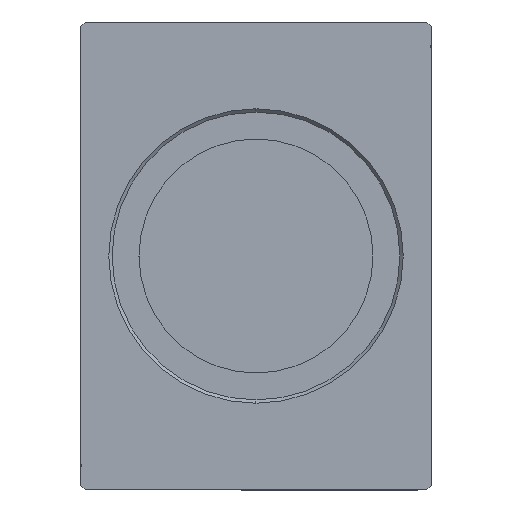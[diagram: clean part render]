
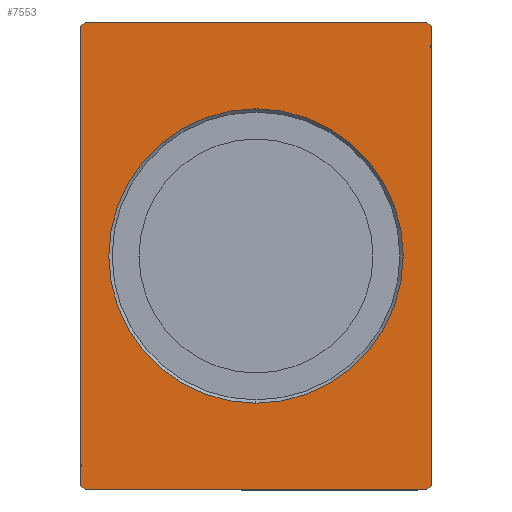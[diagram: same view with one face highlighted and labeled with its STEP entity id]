
A CAD part, left-side view. The second image highlights one B-rep face of the part: STEP entity #7553.
In plain terms, the highlighted planar face has unit normal (-1, 0, 0).
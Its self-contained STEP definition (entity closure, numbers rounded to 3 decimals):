
#147 = DIRECTION ( 'NONE',  ( 0., 0., -1. ) ) ;
#409 = CARTESIAN_POINT ( 'NONE',  ( 0., -36.5, -50. ) ) ;
#906 = ORIENTED_EDGE ( 'NONE', *, *, #38401, .F. ) ;
#3082 = DIRECTION ( 'NONE',  ( 0., 1., 0. ) ) ;
#3154 = CARTESIAN_POINT ( 'NONE',  ( 0., 0., 0. ) ) ;
#3406 = DIRECTION ( 'NONE',  ( 0., 0., 1. ) ) ;
#3494 = ORIENTED_EDGE ( 'NONE', *, *, #33295, .F. ) ;
#4642 = VERTEX_POINT ( 'NONE', #34348 ) ;
#5016 = ORIENTED_EDGE ( 'NONE', *, *, #22255, .T. ) ;
#5522 = CARTESIAN_POINT ( 'NONE',  ( 0., 0., -31.45 ) ) ;
#5873 = CARTESIAN_POINT ( 'NONE',  ( 0., -37.5, 49. ) ) ;
#6254 = LINE ( 'NONE', #12163, #25731 ) ;
#6770 = VECTOR ( 'NONE', #24252, 1000. ) ;
#7153 = LINE ( 'NONE', #10312, #38568 ) ;
#7553 = ADVANCED_FACE ( 'NONE', ( #24906, #8002 ), #21321, .F. ) ;
#8000 = CARTESIAN_POINT ( 'NONE',  ( 0., 37.5, 49. ) ) ;
#8002 = FACE_OUTER_BOUND ( 'NONE', #22505, .T. ) ;
#8016 = EDGE_LOOP ( 'NONE', ( #34010, #5016 ) ) ;
#8252 = VERTEX_POINT ( 'NONE', #28598 ) ;
#8649 = CARTESIAN_POINT ( 'NONE',  ( 0., -37.5, 49. ) ) ;
#9212 = CARTESIAN_POINT ( 'NONE',  ( 0., 36.5, -50. ) ) ;
#9277 = CARTESIAN_POINT ( 'NONE',  ( 0., 36.5, -50. ) ) ;
#10312 = CARTESIAN_POINT ( 'NONE',  ( 0., -37.5, -49. ) ) ;
#10944 = VERTEX_POINT ( 'NONE', #9212 ) ;
#12163 = CARTESIAN_POINT ( 'NONE',  ( 0., -36.5, -50. ) ) ;
#12650 = ORIENTED_EDGE ( 'NONE', *, *, #29204, .F. ) ;
#13298 = EDGE_CURVE ( 'NONE', #17684, #23035, #41695, .T. ) ;
#13923 = VECTOR ( 'NONE', #21880, 1000. ) ;
#14562 = DIRECTION ( 'NONE',  ( 0., -0.707, 0.707 ) ) ;
#14711 = EDGE_CURVE ( 'NONE', #10944, #36722, #21970, .T. ) ;
#14974 = VECTOR ( 'NONE', #22137, 1000. ) ;
#16662 = ORIENTED_EDGE ( 'NONE', *, *, #14711, .F. ) ;
#16923 = CIRCLE ( 'NONE', #25693, 31.45 ) ;
#17684 = VERTEX_POINT ( 'NONE', #36900 ) ;
#20456 = CARTESIAN_POINT ( 'NONE',  ( 0., 36.5, 50. ) ) ;
#21321 = PLANE ( 'NONE',  #39447 ) ;
#21880 = DIRECTION ( 'NONE',  ( 0., -0.707, -0.707 ) ) ;
#21970 = LINE ( 'NONE', #9277, #34251 ) ;
#22137 = DIRECTION ( 'NONE',  ( 0., 0., -1. ) ) ;
#22255 = EDGE_CURVE ( 'NONE', #27236, #4642, #30268, .T. ) ;
#22505 = EDGE_LOOP ( 'NONE', ( #12650, #906, #16662, #31764, #29667, #27003, #22697, #3494 ) ) ;
#22581 = DIRECTION ( 'NONE',  ( 1., 0., 0. ) ) ;
#22697 = ORIENTED_EDGE ( 'NONE', *, *, #13298, .F. ) ;
#23035 = VERTEX_POINT ( 'NONE', #8649 ) ;
#23736 = CARTESIAN_POINT ( 'NONE',  ( 0., -37.5, -49. ) ) ;
#24072 = LINE ( 'NONE', #8000, #27040 ) ;
#24082 = VERTEX_POINT ( 'NONE', #23736 ) ;
#24252 = DIRECTION ( 'NONE',  ( 0., -1., 0. ) ) ;
#24906 = FACE_BOUND ( 'NONE', #8016, .T. ) ;
#25693 = AXIS2_PLACEMENT_3D ( 'NONE', #26522, #32437, #147 ) ;
#25731 = VECTOR ( 'NONE', #3082, 1000. ) ;
#25800 = LINE ( 'NONE', #38676, #39955 ) ;
#26070 = CARTESIAN_POINT ( 'NONE',  ( 0., -36.5, 50. ) ) ;
#26169 = DIRECTION ( 'NONE',  ( 0., 0.707, -0.707 ) ) ;
#26365 = DIRECTION ( 'NONE',  ( 0., 0., -1. ) ) ;
#26522 = CARTESIAN_POINT ( 'NONE',  ( 0., 0., 0. ) ) ;
#27003 = ORIENTED_EDGE ( 'NONE', *, *, #35280, .F. ) ;
#27040 = VECTOR ( 'NONE', #14562, 1000. ) ;
#27236 = VERTEX_POINT ( 'NONE', #5522 ) ;
#27565 = AXIS2_PLACEMENT_3D ( 'NONE', #3154, #22581, #26365 ) ;
#28227 = VERTEX_POINT ( 'NONE', #409 ) ;
#28598 = CARTESIAN_POINT ( 'NONE',  ( 0., 36.5, 50. ) ) ;
#29204 = EDGE_CURVE ( 'NONE', #29576, #8252, #24072, .T. ) ;
#29576 = VERTEX_POINT ( 'NONE', #41708 ) ;
#29594 = EDGE_CURVE ( 'NONE', #28227, #10944, #6254, .T. ) ;
#29667 = ORIENTED_EDGE ( 'NONE', *, *, #32062, .F. ) ;
#30268 = CIRCLE ( 'NONE', #27565, 31.45 ) ;
#31025 = DIRECTION ( 'NONE',  ( 0., 0., -1. ) ) ;
#31764 = ORIENTED_EDGE ( 'NONE', *, *, #29594, .F. ) ;
#32062 = EDGE_CURVE ( 'NONE', #24082, #28227, #7153, .T. ) ;
#32437 = DIRECTION ( 'NONE',  ( 1., 0., 0. ) ) ;
#33295 = EDGE_CURVE ( 'NONE', #8252, #17684, #40066, .T. ) ;
#33527 = EDGE_CURVE ( 'NONE', #4642, #27236, #16923, .T. ) ;
#33774 = CARTESIAN_POINT ( 'NONE',  ( 0., 0., 0. ) ) ;
#34010 = ORIENTED_EDGE ( 'NONE', *, *, #33527, .T. ) ;
#34251 = VECTOR ( 'NONE', #38831, 1000. ) ;
#34348 = CARTESIAN_POINT ( 'NONE',  ( 0., 0., 31.45 ) ) ;
#34800 = LINE ( 'NONE', #5873, #14974 ) ;
#35280 = EDGE_CURVE ( 'NONE', #23035, #24082, #34800, .T. ) ;
#36570 = CARTESIAN_POINT ( 'NONE',  ( 0., 37.5, -49. ) ) ;
#36722 = VERTEX_POINT ( 'NONE', #36570 ) ;
#36900 = CARTESIAN_POINT ( 'NONE',  ( 0., -36.5, 50. ) ) ;
#38401 = EDGE_CURVE ( 'NONE', #36722, #29576, #25800, .T. ) ;
#38568 = VECTOR ( 'NONE', #26169, 1000. ) ;
#38676 = CARTESIAN_POINT ( 'NONE',  ( 0., 37.5, -49. ) ) ;
#38831 = DIRECTION ( 'NONE',  ( 0., 0.707, 0.707 ) ) ;
#39447 = AXIS2_PLACEMENT_3D ( 'NONE', #33774, #40728, #31025 ) ;
#39955 = VECTOR ( 'NONE', #3406, 1000. ) ;
#40066 = LINE ( 'NONE', #20456, #6770 ) ;
#40728 = DIRECTION ( 'NONE',  ( 1., 0., 0. ) ) ;
#41695 = LINE ( 'NONE', #26070, #13923 ) ;
#41708 = CARTESIAN_POINT ( 'NONE',  ( 0., 37.5, 49. ) ) ;
